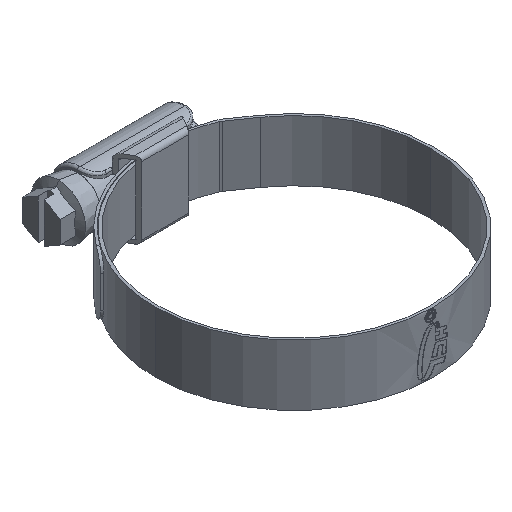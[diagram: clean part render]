
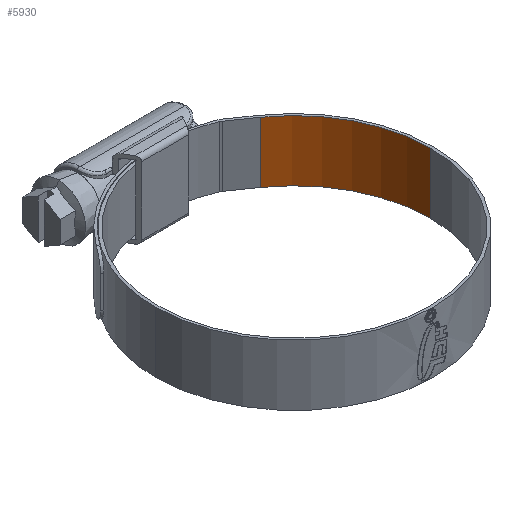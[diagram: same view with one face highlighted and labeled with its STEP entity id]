
A CAD part, isometric view. The second image highlights one B-rep face of the part: STEP entity #5930.
In plain terms, the highlighted cylindrical face has radius 28.5 mm (diameter 57 mm), a partial arc.
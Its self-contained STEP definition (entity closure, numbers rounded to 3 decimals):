
#354 = EDGE_CURVE ( 'NONE', #363, #1002, #5629, .T. ) ;
#363 = VERTEX_POINT ( 'NONE', #3364 ) ;
#369 = DIRECTION ( 'NONE',  ( 0., 0., 1. ) ) ;
#647 = ORIENTED_EDGE ( 'NONE', *, *, #354, .F. ) ;
#685 = FACE_OUTER_BOUND ( 'NONE', #7214, .T. ) ;
#1002 = VERTEX_POINT ( 'NONE', #5979 ) ;
#1035 = DIRECTION ( 'NONE',  ( 1., 0., 0. ) ) ;
#1222 = DIRECTION ( 'NONE',  ( 0., 0., 1. ) ) ;
#1415 = ORIENTED_EDGE ( 'NONE', *, *, #5568, .T. ) ;
#1553 = LINE ( 'NONE', #3419, #6393 ) ;
#1670 = DIRECTION ( 'NONE',  ( 0., 0., -1. ) ) ;
#2093 = VERTEX_POINT ( 'NONE', #6874 ) ;
#2126 = AXIS2_PLACEMENT_3D ( 'NONE', #4302, #5494, #4851 ) ;
#2506 = CYLINDRICAL_SURFACE ( 'NONE', #2126, 28.5 ) ;
#2577 = CIRCLE ( 'NONE', #3826, 28.5 ) ;
#2617 = ORIENTED_EDGE ( 'NONE', *, *, #4293, .T. ) ;
#2734 = CARTESIAN_POINT ( 'NONE',  ( 28.5, 0., 6.35 ) ) ;
#2771 = DIRECTION ( 'NONE',  ( 0., 0., -1. ) ) ;
#2816 = CARTESIAN_POINT ( 'NONE',  ( 0., 0., -6.35 ) ) ;
#2996 = CARTESIAN_POINT ( 'NONE',  ( 16.347, 23.346, 6.35 ) ) ;
#3364 = CARTESIAN_POINT ( 'NONE',  ( 28.5, 0., -6.35 ) ) ;
#3419 = CARTESIAN_POINT ( 'NONE',  ( 16.347, 23.346, 6.35 ) ) ;
#3826 = AXIS2_PLACEMENT_3D ( 'NONE', #4623, #369, #4463 ) ;
#4293 = EDGE_CURVE ( 'NONE', #6383, #1002, #1553, .T. ) ;
#4302 = CARTESIAN_POINT ( 'NONE',  ( 0., 0., 6.35 ) ) ;
#4463 = DIRECTION ( 'NONE',  ( 1., 0., 0. ) ) ;
#4623 = CARTESIAN_POINT ( 'NONE',  ( 0., 0., 6.35 ) ) ;
#4851 = DIRECTION ( 'NONE',  ( -1., 0., 0. ) ) ;
#5494 = DIRECTION ( 'NONE',  ( 0., 0., -1. ) ) ;
#5568 = EDGE_CURVE ( 'NONE', #2093, #6383, #2577, .T. ) ;
#5629 = CIRCLE ( 'NONE', #7460, 28.5 ) ;
#5688 = LINE ( 'NONE', #2734, #7476 ) ;
#5930 = ADVANCED_FACE ( 'NONE', ( #685 ), #2506, .F. ) ;
#5979 = CARTESIAN_POINT ( 'NONE',  ( 16.347, 23.346, -6.35 ) ) ;
#6383 = VERTEX_POINT ( 'NONE', #2996 ) ;
#6393 = VECTOR ( 'NONE', #1670, 1000. ) ;
#6874 = CARTESIAN_POINT ( 'NONE',  ( 28.5, 0., 6.35 ) ) ;
#7214 = EDGE_LOOP ( 'NONE', ( #7282, #1415, #2617, #647 ) ) ;
#7282 = ORIENTED_EDGE ( 'NONE', *, *, #7384, .F. ) ;
#7384 = EDGE_CURVE ( 'NONE', #2093, #363, #5688, .T. ) ;
#7460 = AXIS2_PLACEMENT_3D ( 'NONE', #2816, #1222, #1035 ) ;
#7476 = VECTOR ( 'NONE', #2771, 1000. ) ;
